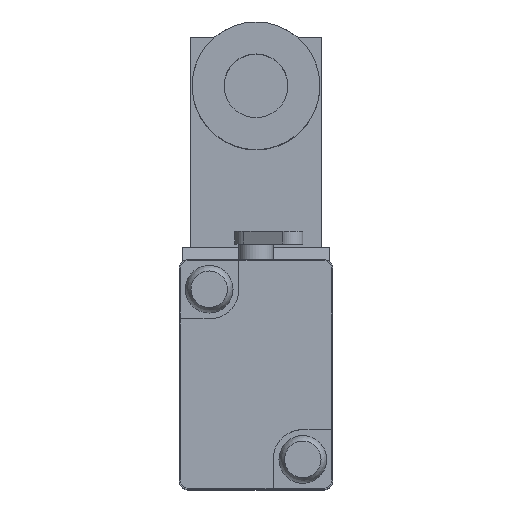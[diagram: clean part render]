
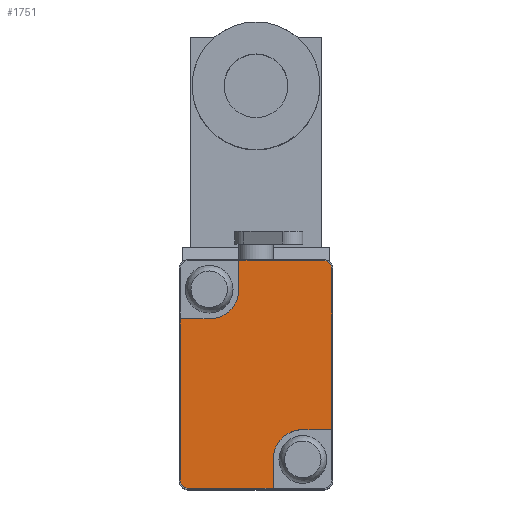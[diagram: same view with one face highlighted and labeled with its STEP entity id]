
A CAD part, top view. The second image highlights one B-rep face of the part: STEP entity #1751.
In plain terms, the highlighted planar face has unit normal (0, 0, 1).
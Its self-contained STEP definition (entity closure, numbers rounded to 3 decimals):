
#95=LINE('',#2701,#239);
#97=LINE('',#2706,#241);
#101=LINE('',#2716,#245);
#102=LINE('',#2719,#246);
#103=LINE('',#2721,#247);
#104=LINE('',#2725,#248);
#105=LINE('',#2727,#249);
#106=LINE('',#2730,#250);
#239=VECTOR('',#2117,1000.);
#241=VECTOR('',#2121,1000.);
#245=VECTOR('',#2129,1000.);
#246=VECTOR('',#2132,1000.);
#247=VECTOR('',#2133,1000.);
#248=VECTOR('',#2136,1000.);
#249=VECTOR('',#2137,1000.);
#250=VECTOR('',#2140,1000.);
#398=ORIENTED_EDGE('',*,*,#875,.F.);
#399=ORIENTED_EDGE('',*,*,#876,.T.);
#400=ORIENTED_EDGE('',*,*,#869,.T.);
#401=ORIENTED_EDGE('',*,*,#877,.T.);
#402=ORIENTED_EDGE('',*,*,#878,.T.);
#403=ORIENTED_EDGE('',*,*,#879,.F.);
#404=ORIENTED_EDGE('',*,*,#880,.F.);
#405=ORIENTED_EDGE('',*,*,#881,.T.);
#406=ORIENTED_EDGE('',*,*,#882,.T.);
#407=ORIENTED_EDGE('',*,*,#883,.T.);
#408=ORIENTED_EDGE('',*,*,#871,.T.);
#409=ORIENTED_EDGE('',*,*,#884,.F.);
#869=EDGE_CURVE('',#1104,#1106,#95,.T.);
#871=EDGE_CURVE('',#1109,#1107,#97,.T.);
#875=EDGE_CURVE('',#1111,#1112,#1262,.T.);
#876=EDGE_CURVE('',#1111,#1104,#101,.T.);
#877=EDGE_CURVE('',#1106,#1113,#1263,.T.);
#878=EDGE_CURVE('',#1113,#1114,#102,.T.);
#879=EDGE_CURVE('',#1115,#1114,#103,.T.);
#880=EDGE_CURVE('',#1116,#1115,#1264,.T.);
#881=EDGE_CURVE('',#1116,#1117,#104,.T.);
#882=EDGE_CURVE('',#1117,#1118,#105,.T.);
#883=EDGE_CURVE('',#1118,#1109,#1265,.T.);
#884=EDGE_CURVE('',#1112,#1107,#106,.T.);
#1104=VERTEX_POINT('',#2695);
#1106=VERTEX_POINT('',#2700);
#1107=VERTEX_POINT('',#2704);
#1109=VERTEX_POINT('',#2707);
#1111=VERTEX_POINT('',#2714);
#1112=VERTEX_POINT('',#2715);
#1113=VERTEX_POINT('',#2718);
#1114=VERTEX_POINT('',#2720);
#1115=VERTEX_POINT('',#2722);
#1116=VERTEX_POINT('',#2724);
#1117=VERTEX_POINT('',#2726);
#1118=VERTEX_POINT('',#2728);
#1262=CIRCLE('',#1881,3.5);
#1263=CIRCLE('',#1882,1.);
#1264=CIRCLE('',#1883,3.5);
#1265=CIRCLE('',#1884,1.);
#1360=EDGE_LOOP('',(#398,#399,#400,#401,#402,#403,#404,#405,#406,#407,#408,
#409));
#1525=FACE_BOUND('',#1360,.T.);
#1688=PLANE('',#1880);
#1751=ADVANCED_FACE('',(#1525),#1688,.T.);
#1880=AXIS2_PLACEMENT_3D('',#2712,#2125,#2126);
#1881=AXIS2_PLACEMENT_3D('',#2713,#2127,#2128);
#1882=AXIS2_PLACEMENT_3D('',#2717,#2130,#2131);
#1883=AXIS2_PLACEMENT_3D('',#2723,#2134,#2135);
#1884=AXIS2_PLACEMENT_3D('',#2729,#2138,#2139);
#2117=DIRECTION('',(0.,-1.,0.));
#2121=DIRECTION('',(-1.,0.,0.));
#2125=DIRECTION('',(0.,0.,1.));
#2126=DIRECTION('',(1.,0.,0.));
#2127=DIRECTION('',(0.,0.,1.));
#2128=DIRECTION('',(1.,0.,0.));
#2129=DIRECTION('',(-1.,0.,0.));
#2130=DIRECTION('',(0.,0.,1.));
#2131=DIRECTION('',(1.,0.,0.));
#2132=DIRECTION('',(1.,0.,0.));
#2133=DIRECTION('',(0.,-1.,0.));
#2134=DIRECTION('',(0.,0.,1.));
#2135=DIRECTION('',(1.,0.,0.));
#2136=DIRECTION('',(1.,0.,0.));
#2137=DIRECTION('',(0.,1.,0.));
#2138=DIRECTION('',(0.,0.,1.));
#2139=DIRECTION('',(1.,0.,0.));
#2140=DIRECTION('',(0.,1.,0.));
#2695=CARTESIAN_POINT('',(-8.9,6.5,10.));
#2700=CARTESIAN_POINT('',(-8.9,-12.4,10.));
#2701=CARTESIAN_POINT('',(-8.9,12.4,10.));
#2704=CARTESIAN_POINT('',(-2.,13.4,10.));
#2706=CARTESIAN_POINT('',(7.9,13.4,10.));
#2707=CARTESIAN_POINT('',(7.9,13.4,10.));
#2712=CARTESIAN_POINT('',(-7.9,12.4,10.));
#2713=CARTESIAN_POINT('',(-5.5,10.,10.));
#2714=CARTESIAN_POINT('',(-5.5,6.5,10.));
#2715=CARTESIAN_POINT('',(-2.,10.,10.));
#2716=CARTESIAN_POINT('',(-7.9,6.5,10.));
#2717=CARTESIAN_POINT('',(-7.9,-12.4,10.));
#2718=CARTESIAN_POINT('',(-7.9,-13.4,10.));
#2719=CARTESIAN_POINT('',(-7.9,-13.4,10.));
#2720=CARTESIAN_POINT('',(2.,-13.4,10.));
#2721=CARTESIAN_POINT('',(2.,-10.,10.));
#2722=CARTESIAN_POINT('',(2.,-10.,10.));
#2723=CARTESIAN_POINT('',(5.5,-10.,10.));
#2724=CARTESIAN_POINT('',(5.5,-6.5,10.));
#2725=CARTESIAN_POINT('',(-7.9,-6.5,10.));
#2726=CARTESIAN_POINT('',(8.9,-6.5,10.));
#2727=CARTESIAN_POINT('',(8.9,-12.4,10.));
#2728=CARTESIAN_POINT('',(8.9,12.4,10.));
#2729=CARTESIAN_POINT('',(7.9,12.4,10.));
#2730=CARTESIAN_POINT('',(-2.,10.,10.));
